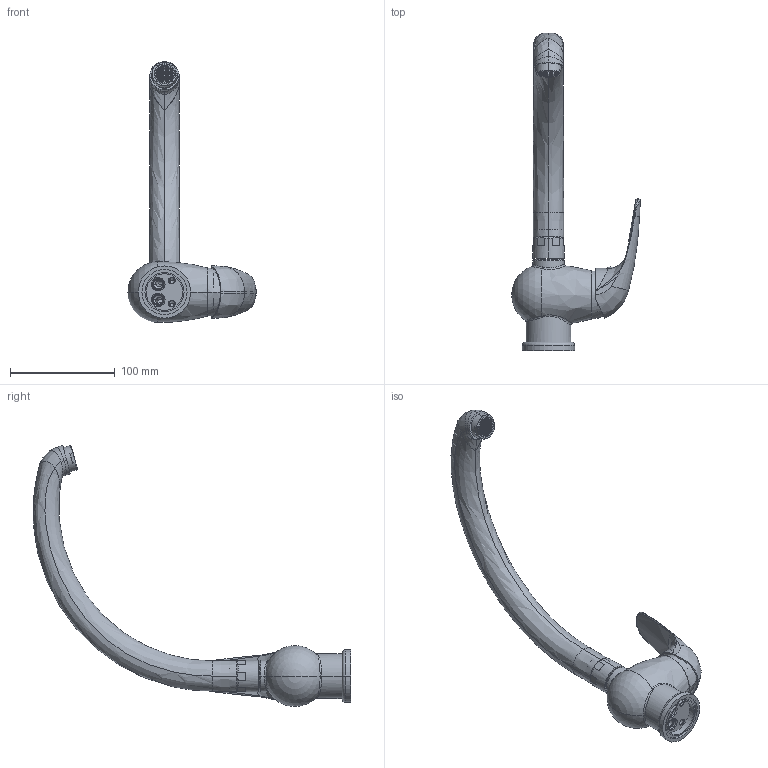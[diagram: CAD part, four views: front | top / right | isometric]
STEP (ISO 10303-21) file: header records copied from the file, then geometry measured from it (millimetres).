
FILE_DESCRIPTION((''),'2;1');
FILE_NAME('DU181CR','2021-11-09T13:47:41',('ut3'),('PAFFONI SpA'),'CREO PARAMETRIC BY PTC INC, 2020044','CREO PARAMETRIC BY PTC INC, 2020044','');
FILE_SCHEMA(('CONFIG_CONTROL_DESIGN','SHAPE_APPEARANCE_LAYERS_GROUPS'));
Length unit declared in the file: millimetre
Products named in the file (1): DU181CR
Bounding box: 122.95 x 303.32 x 249.6 mm (x, y, z)
Volume: 251099.5 mm3; surface area: 131252.2 mm2
Topology: 3 solids, 3 shells, 2517 faces, 7642 edges, 4974 vertices
Faces by surface type: plane 1929, cylinder 318, cone 91, torus 89, bspline 72, sphere 18
Entity records: 106106 total; most frequent: CARTESIAN_POINT 28171, ORIENTED_EDGE 15236, DIRECTION 13678, EDGE_CURVE 7618, VECTOR 5040, LINE 5040, VERTEX_POINT 4974, AXIS2_PLACEMENT_3D 4319
